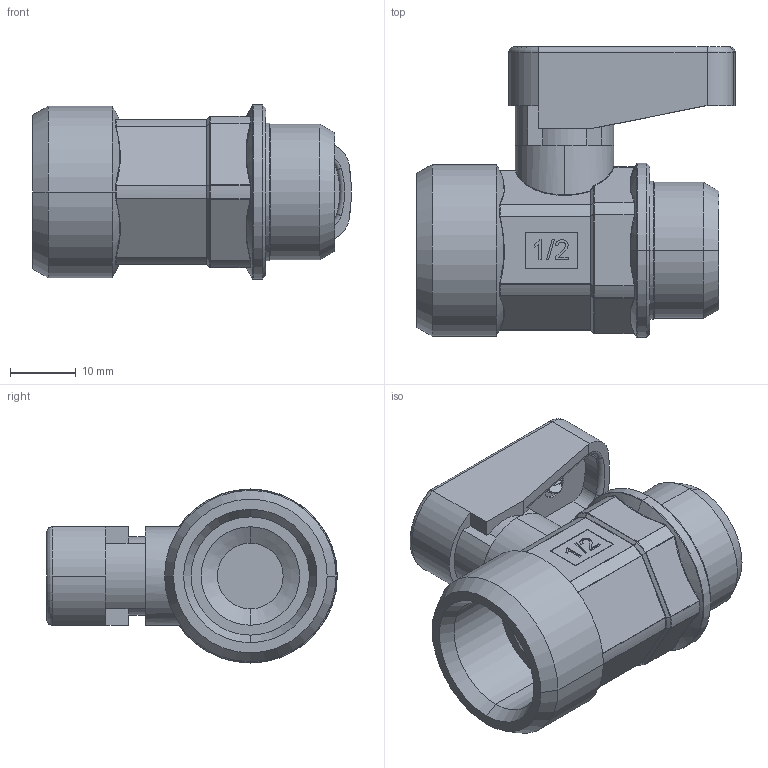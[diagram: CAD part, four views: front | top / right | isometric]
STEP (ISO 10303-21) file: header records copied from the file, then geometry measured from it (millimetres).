
FILE_DESCRIPTION (( 'STEP AP214' ), '1' );
FILE_NAME ('0642000008.step', '2012-10-02T16:31:44', ( '' ), ( '' ), 'SwSTEP 2.0', 'SolidWorks 2012', '' );
FILE_SCHEMA (( 'AUTOMOTIVE_DESIGN' ));
Length unit declared in the file: millimetre
Products named in the file (1): 0642000008
Bounding box: 48.5 x 44.25 x 26.5 mm (x, y, z)
Volume: 20818.7 mm3; surface area: 8482.1 mm2
Topology: 2 solids, 9 shells, 727 faces, 1817 edges, 1104 vertices
Faces by surface type: plane 269, bspline 235, cylinder 117, torus 55, cone 31, sphere 20
Entity records: 29139 total; most frequent: CARTESIAN_POINT 13666, ORIENTED_EDGE 3564, DIRECTION 2642, EDGE_CURVE 1782, VERTEX_POINT 1104, AXIS2_PLACEMENT_3D 903, LINE 836, VECTOR 836
